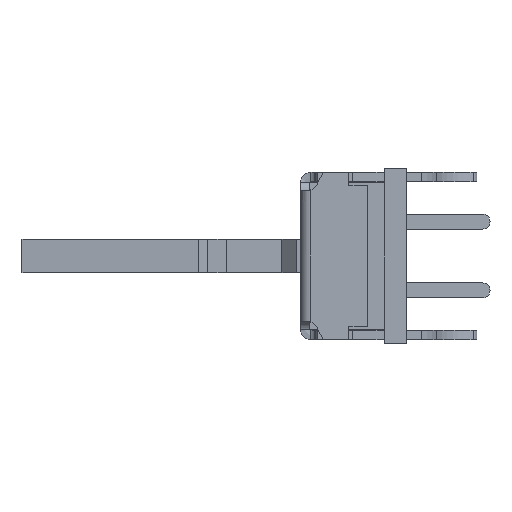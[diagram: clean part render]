
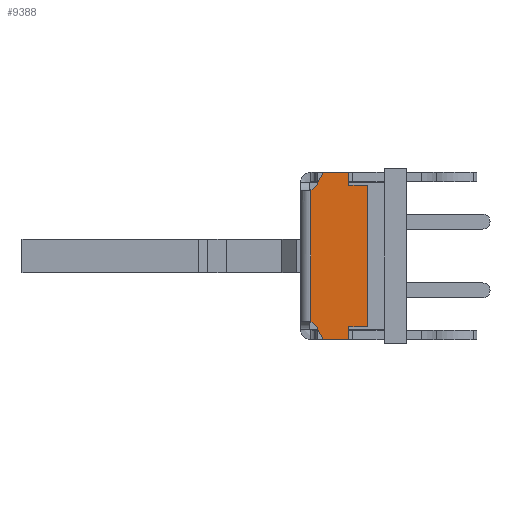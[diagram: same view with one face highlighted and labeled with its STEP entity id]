
A CAD part, left-side view. The second image highlights one B-rep face of the part: STEP entity #9388.
In plain terms, the highlighted planar face has unit normal (-1, 0, 0).
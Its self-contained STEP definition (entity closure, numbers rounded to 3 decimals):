
#99 = VERTEX_POINT ( 'NONE', #3854 ) ;
#102 = CARTESIAN_POINT ( 'NONE',  ( -37.5, 6.15, -4.221 ) ) ;
#136 = EDGE_CURVE ( 'NONE', #2615, #1110, #5359, .T. ) ;
#182 = VERTEX_POINT ( 'NONE', #7091 ) ;
#195 = CARTESIAN_POINT ( 'NONE',  ( -37.5, 5.691, 3.761 ) ) ;
#209 = DIRECTION ( 'NONE',  ( 0., -1., 0. ) ) ;
#341 = CARTESIAN_POINT ( 'NONE',  ( -37.5, 5.761, -3.691 ) ) ;
#393 = CARTESIAN_POINT ( 'NONE',  ( -37.5, 3.9, 3.8 ) ) ;
#409 = VERTEX_POINT ( 'NONE', #1309 ) ;
#457 = CARTESIAN_POINT ( 'NONE',  ( -37.5, 3.9, -3.8 ) ) ;
#473 = CARTESIAN_POINT ( 'NONE',  ( -37.5, 3.9, 4.5 ) ) ;
#490 = VECTOR ( 'NONE', #4957, 1000. ) ;
#497 = CARTESIAN_POINT ( 'NONE',  ( -37.5, 0., 0. ) ) ;
#504 = DIRECTION ( 'NONE',  ( 0., 0., 1. ) ) ;
#545 = FACE_OUTER_BOUND ( 'NONE', #3452, .T. ) ;
#606 = VECTOR ( 'NONE', #6064, 1000. ) ;
#625 = CIRCLE ( 'NONE', #4430, 0.65 ) ;
#868 = EDGE_CURVE ( 'NONE', #4589, #3703, #8124, .T. ) ;
#935 = EDGE_CURVE ( 'NONE', #2708, #3821, #2384, .T. ) ;
#936 = EDGE_CURVE ( 'NONE', #1854, #99, #3076, .T. ) ;
#1110 = VERTEX_POINT ( 'NONE', #195 ) ;
#1158 = EDGE_CURVE ( 'NONE', #9097, #7111, #2481, .T. ) ;
#1309 = CARTESIAN_POINT ( 'NONE',  ( -37.5, 5.761, 3.691 ) ) ;
#1378 = VECTOR ( 'NONE', #9691, 1000. ) ;
#1420 = ORIENTED_EDGE ( 'NONE', *, *, #8840, .T. ) ;
#1490 = CARTESIAN_POINT ( 'NONE',  ( -37.5, 4.726, -4.726 ) ) ;
#1783 = EDGE_CURVE ( 'NONE', #3821, #182, #9537, .T. ) ;
#1828 = CARTESIAN_POINT ( 'NONE',  ( -37.5, 5.691, -3.761 ) ) ;
#1854 = VERTEX_POINT ( 'NONE', #4137 ) ;
#1857 = VECTOR ( 'NONE', #3555, 1000. ) ;
#1913 = CARTESIAN_POINT ( 'NONE',  ( -37.5, 5.283, 4.5 ) ) ;
#1960 = EDGE_CURVE ( 'NONE', #4589, #2662, #8174, .T. ) ;
#2178 = AXIS2_PLACEMENT_3D ( 'NONE', #497, #8068, #8015 ) ;
#2243 = EDGE_CURVE ( 'NONE', #8758, #2708, #625, .T. ) ;
#2293 = VECTOR ( 'NONE', #9070, 1000. ) ;
#2330 = CIRCLE ( 'NONE', #7899, 0.65 ) ;
#2346 = VECTOR ( 'NONE', #4874, 1000. ) ;
#2384 = LINE ( 'NONE', #1490, #4900 ) ;
#2481 = LINE ( 'NONE', #393, #2346 ) ;
#2615 = VERTEX_POINT ( 'NONE', #8368 ) ;
#2660 = VECTOR ( 'NONE', #504, 1000. ) ;
#2662 = VERTEX_POINT ( 'NONE', #7904 ) ;
#2696 = ORIENTED_EDGE ( 'NONE', *, *, #868, .T. ) ;
#2705 = DIRECTION ( 'NONE',  ( 0., 1., 0. ) ) ;
#2708 = VERTEX_POINT ( 'NONE', #1828 ) ;
#2802 = LINE ( 'NONE', #1913, #490 ) ;
#2816 = CARTESIAN_POINT ( 'NONE',  ( -37.5, 5.569, -3.929 ) ) ;
#2939 = DIRECTION ( 'NONE',  ( 0., 1., 0. ) ) ;
#3076 = LINE ( 'NONE', #7522, #606 ) ;
#3124 = AXIS2_PLACEMENT_3D ( 'NONE', #9542, #8692, #4995 ) ;
#3151 = ORIENTED_EDGE ( 'NONE', *, *, #9061, .T. ) ;
#3213 = EDGE_CURVE ( 'NONE', #6087, #2615, #2802, .T. ) ;
#3448 = DIRECTION ( 'NONE',  ( 0., -1., 0. ) ) ;
#3452 = EDGE_LOOP ( 'NONE', ( #2696, #5290, #4616, #3651, #7370, #6555, #6175, #8499, #1420, #3151, #7793, #4184, #4332, #8675, #6088, #9352 ) ) ;
#3555 = DIRECTION ( 'NONE',  ( 0., 0.449, 0.894 ) ) ;
#3605 = VECTOR ( 'NONE', #8204, 1000. ) ;
#3651 = ORIENTED_EDGE ( 'NONE', *, *, #6866, .F. ) ;
#3703 = VERTEX_POINT ( 'NONE', #5198 ) ;
#3821 = VERTEX_POINT ( 'NONE', #341 ) ;
#3854 = CARTESIAN_POINT ( 'NONE',  ( -37.5, 2.9, 3.8 ) ) ;
#3946 = DIRECTION ( 'NONE',  ( -1., 0., 0. ) ) ;
#3979 = CARTESIAN_POINT ( 'NONE',  ( -37.5, 2.9, 3.8 ) ) ;
#4137 = CARTESIAN_POINT ( 'NONE',  ( -37.5, 2.9, -3.8 ) ) ;
#4184 = ORIENTED_EDGE ( 'NONE', *, *, #1783, .F. ) ;
#4250 = CARTESIAN_POINT ( 'NONE',  ( -37.5, 6.221, 4.15 ) ) ;
#4298 = LINE ( 'NONE', #473, #4686 ) ;
#4332 = ORIENTED_EDGE ( 'NONE', *, *, #935, .F. ) ;
#4386 = CARTESIAN_POINT ( 'NONE',  ( -37.5, 5.283, 4.5 ) ) ;
#4430 = AXIS2_PLACEMENT_3D ( 'NONE', #102, #8429, #6974 ) ;
#4584 = DIRECTION ( 'NONE',  ( 0., 0.707, 0.707 ) ) ;
#4589 = VERTEX_POINT ( 'NONE', #7789 ) ;
#4616 = ORIENTED_EDGE ( 'NONE', *, *, #936, .T. ) ;
#4686 = VECTOR ( 'NONE', #2705, 1000. ) ;
#4874 = DIRECTION ( 'NONE',  ( 0., 0., -1. ) ) ;
#4900 = VECTOR ( 'NONE', #4584, 1000. ) ;
#4957 = DIRECTION ( 'NONE',  ( 0., 0.449, -0.894 ) ) ;
#4995 = DIRECTION ( 'NONE',  ( 0., -1., 0. ) ) ;
#5000 = CARTESIAN_POINT ( 'NONE',  ( -37.5, 3.9, 4.5 ) ) ;
#5198 = CARTESIAN_POINT ( 'NONE',  ( -37.5, 3.9, -3.8 ) ) ;
#5276 = CARTESIAN_POINT ( 'NONE',  ( -37.5, 2.9, -3.8 ) ) ;
#5290 = ORIENTED_EDGE ( 'NONE', *, *, #6456, .T. ) ;
#5359 = CIRCLE ( 'NONE', #3124, 0.65 ) ;
#5389 = AXIS2_PLACEMENT_3D ( 'NONE', #7030, #3946, #209 ) ;
#5565 = EDGE_CURVE ( 'NONE', #9097, #6087, #4298, .T. ) ;
#5895 = LINE ( 'NONE', #7460, #1857 ) ;
#5978 = CARTESIAN_POINT ( 'NONE',  ( -37.5, 3.9, -4.5 ) ) ;
#6064 = DIRECTION ( 'NONE',  ( 0., 0., 1. ) ) ;
#6087 = VERTEX_POINT ( 'NONE', #4386 ) ;
#6088 = ORIENTED_EDGE ( 'NONE', *, *, #8796, .F. ) ;
#6175 = ORIENTED_EDGE ( 'NONE', *, *, #3213, .T. ) ;
#6456 = EDGE_CURVE ( 'NONE', #3703, #1854, #9018, .T. ) ;
#6537 = LINE ( 'NONE', #9044, #1378 ) ;
#6555 = ORIENTED_EDGE ( 'NONE', *, *, #5565, .T. ) ;
#6561 = VERTEX_POINT ( 'NONE', #9643 ) ;
#6802 = CARTESIAN_POINT ( 'NONE',  ( -37.5, 4.726, 4.726 ) ) ;
#6866 = EDGE_CURVE ( 'NONE', #7111, #99, #8465, .T. ) ;
#6974 = DIRECTION ( 'NONE',  ( 0., -1., 0. ) ) ;
#7030 = CARTESIAN_POINT ( 'NONE',  ( -37.5, 6.221, -4.15 ) ) ;
#7091 = CARTESIAN_POINT ( 'NONE',  ( -37.5, 5.95, -3.559 ) ) ;
#7111 = VERTEX_POINT ( 'NONE', #8716 ) ;
#7370 = ORIENTED_EDGE ( 'NONE', *, *, #1158, .F. ) ;
#7460 = CARTESIAN_POINT ( 'NONE',  ( -37.5, 5.283, -4.5 ) ) ;
#7522 = CARTESIAN_POINT ( 'NONE',  ( -37.5, 2.9, 0. ) ) ;
#7762 = DIRECTION ( 'NONE',  ( 0., -1., 0. ) ) ;
#7789 = CARTESIAN_POINT ( 'NONE',  ( -37.5, 3.9, -4.5 ) ) ;
#7793 = ORIENTED_EDGE ( 'NONE', *, *, #9155, .F. ) ;
#7899 = AXIS2_PLACEMENT_3D ( 'NONE', #4250, #8597, #3448 ) ;
#7904 = CARTESIAN_POINT ( 'NONE',  ( -37.5, 5.283, -4.5 ) ) ;
#7935 = VECTOR ( 'NONE', #2939, 1000. ) ;
#8015 = DIRECTION ( 'NONE',  ( 0., 1., 0. ) ) ;
#8068 = DIRECTION ( 'NONE',  ( -1., 0., 0. ) ) ;
#8124 = LINE ( 'NONE', #457, #2660 ) ;
#8174 = LINE ( 'NONE', #5978, #7935 ) ;
#8204 = DIRECTION ( 'NONE',  ( 0., 0.707, -0.707 ) ) ;
#8368 = CARTESIAN_POINT ( 'NONE',  ( -37.5, 5.569, 3.929 ) ) ;
#8429 = DIRECTION ( 'NONE',  ( -1., 0., 0. ) ) ;
#8465 = LINE ( 'NONE', #3979, #9627 ) ;
#8499 = ORIENTED_EDGE ( 'NONE', *, *, #136, .T. ) ;
#8597 = DIRECTION ( 'NONE',  ( 1., 0., 0. ) ) ;
#8675 = ORIENTED_EDGE ( 'NONE', *, *, #2243, .F. ) ;
#8692 = DIRECTION ( 'NONE',  ( 1., 0., 0. ) ) ;
#8716 = CARTESIAN_POINT ( 'NONE',  ( -37.5, 3.9, 3.8 ) ) ;
#8758 = VERTEX_POINT ( 'NONE', #2816 ) ;
#8796 = EDGE_CURVE ( 'NONE', #2662, #8758, #5895, .T. ) ;
#8840 = EDGE_CURVE ( 'NONE', #1110, #409, #8949, .T. ) ;
#8949 = LINE ( 'NONE', #6802, #3605 ) ;
#8963 = PLANE ( 'NONE',  #2178 ) ;
#9018 = LINE ( 'NONE', #5276, #2293 ) ;
#9044 = CARTESIAN_POINT ( 'NONE',  ( -37.5, 5.95, 0. ) ) ;
#9061 = EDGE_CURVE ( 'NONE', #409, #6561, #2330, .T. ) ;
#9070 = DIRECTION ( 'NONE',  ( 0., -1., 0. ) ) ;
#9097 = VERTEX_POINT ( 'NONE', #5000 ) ;
#9155 = EDGE_CURVE ( 'NONE', #182, #6561, #6537, .T. ) ;
#9352 = ORIENTED_EDGE ( 'NONE', *, *, #1960, .F. ) ;
#9388 = ADVANCED_FACE ( 'NONE', ( #545 ), #8963, .T. ) ;
#9537 = CIRCLE ( 'NONE', #5389, 0.65 ) ;
#9542 = CARTESIAN_POINT ( 'NONE',  ( -37.5, 6.15, 4.221 ) ) ;
#9627 = VECTOR ( 'NONE', #7762, 1000. ) ;
#9643 = CARTESIAN_POINT ( 'NONE',  ( -37.5, 5.95, 3.559 ) ) ;
#9691 = DIRECTION ( 'NONE',  ( 0., 0., 1. ) ) ;
